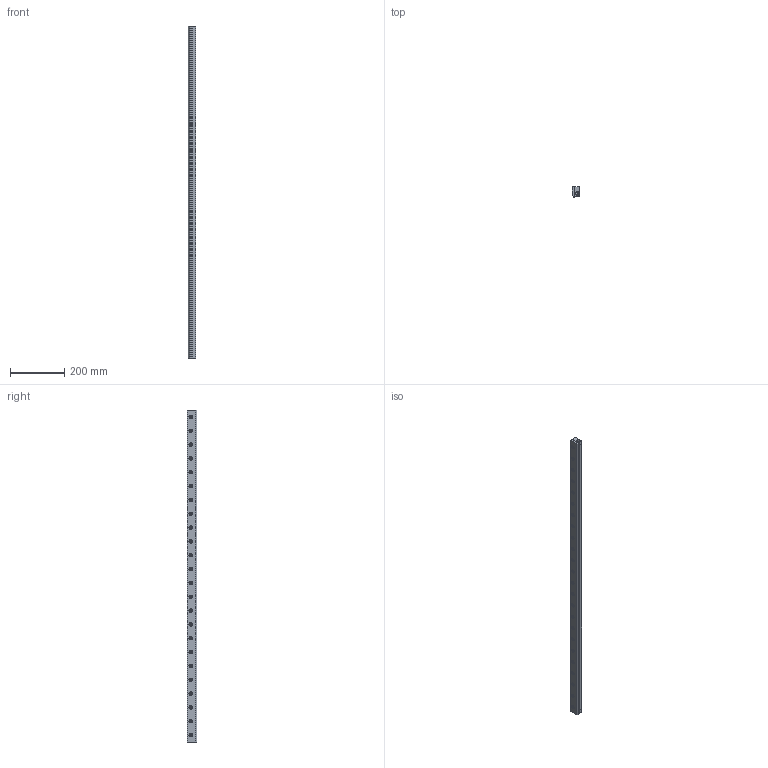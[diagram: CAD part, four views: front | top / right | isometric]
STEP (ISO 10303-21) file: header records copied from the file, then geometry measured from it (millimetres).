
FILE_DESCRIPTION(/* description */ (''),/* implementation_level */ '2;1');
FILE_NAME(/* name */ '110048SS-316.stp',/* time_stamp */ '2017-09-06T13:14:27-04:00',/* author */ ('Trey Green'),/* organization */ (''),/* preprocessor_version */ 'ST-DEVELOPER v16.13',/* originating_system */ 'Autodesk Inventor 2018',/* authorisation */ '');
FILE_SCHEMA (('AUTOMOTIVE_DESIGN { 1 0 10303 214 3 1 1 }'));
Length unit declared in the file: inch
Products named in the file (5): 110048SS; 110567SS; 110568SS; 9950; Unbrako UNC Hex Socket Button Cap - Inch 1_4 x 5_8
Assembly tree (27 placements, depth 3):
  110048SS
    110567SS
    110568SS
    9950  x24
      Unbrako UNC Hex Socket Button Cap - Inch 1_4 x 5_8
Bounding box: 26.21 x 36.51 x 1219.2 mm (x, y, z)
Volume: 1074243.8 mm3; surface area: 263710.4 mm2
Topology: 26 solids, 26 shells, 513 faces, 1128 edges, 720 vertices
Faces by surface type: plane 260, cylinder 130, cone 75, torus 48
Full cylindrical faces by diameter (mm): 5.159 x24, 6.35 x24, 7.144 x24, 11.1 x24, 11.112 x3, 11.113 x2, 12.7 x24, 13.716 x5
Entity records: 4607 total; most frequent: DIRECTION 837, CARTESIAN_POINT 689, ORIENTED_EDGE 494, EDGE_LOOP 415, AXIS2_PLACEMENT_3D 396, FACE_BOUND 247, EDGE_CURVE 247, VERTEX_POINT 230
